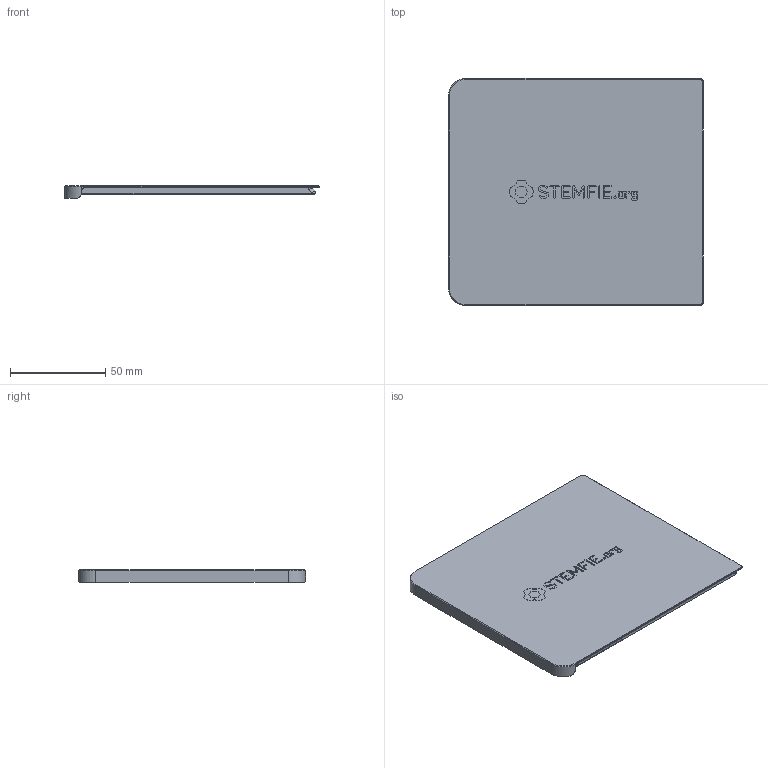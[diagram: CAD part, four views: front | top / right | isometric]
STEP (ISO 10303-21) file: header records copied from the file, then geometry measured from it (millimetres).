
FILE_DESCRIPTION(('FreeCAD Model'),'2;1');
FILE_NAME('Open CASCADE Shape Model','2023-03-08T16:14:49',(''),(''), 'Open CASCADE STEP processor 7.6','FreeCAD','Unknown');
FILE_SCHEMA(('AUTOMOTIVE_DESIGN { 1 0 10303 214 1 1 1 1 }'));
Products named in the file (1): Parts Storage Drawer Lid BU09.00x10.00 - SPN-TOL-0049 (stemfie.org)
Bounding box: 134.1 x 119.51 x 6.8 mm (x, y, z)
Volume: 15262.5 mm3; surface area: 37927.8 mm2
Topology: 1 solids, 1 shells, 749 faces, 2145 edges, 1448 vertices
Faces by surface type: plane 557, extrusion 154, cylinder 22, cone 10, bspline 6
Entity records: 54599 total; most frequent: CARTESIAN_POINT 13478, DIRECTION 6725, VECTOR 5443, LINE 5289, ORIENTED_EDGE 4290, PCURVE 4290, DEFINITIONAL_REPRESENTATION 4290, EDGE_CURVE 2145
